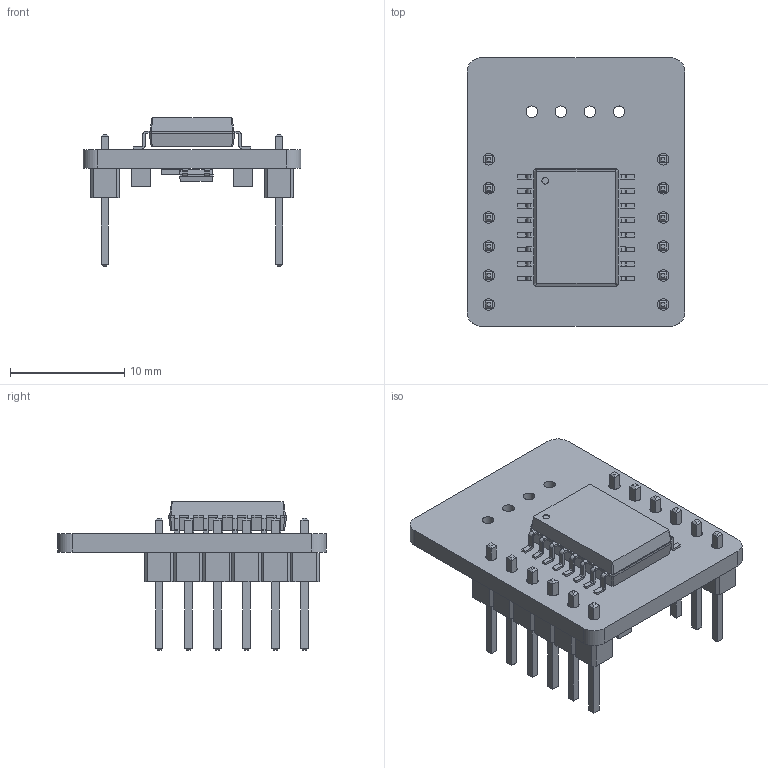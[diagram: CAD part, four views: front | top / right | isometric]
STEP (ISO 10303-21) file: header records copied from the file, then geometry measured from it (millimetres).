
FILE_DESCRIPTION(('KiCad electronic assembly'),'2;1');
FILE_NAME('iso-dmx.step','2024-12-27T11:55:44',('Pcbnew'),('Kicad'), 'Open CASCADE STEP processor 7.8','KiCad to STEP converter','Unknown' );
FILE_SCHEMA(('AUTOMOTIVE_DESIGN { 1 0 10303 214 1 1 1 1 }'));
Length unit declared in the file: millimetre
Products named in the file (12): iso-dmx 1; SOIC-16W_7.5x10.3mm_P1.27mm; SOIC_16W_75x103mm_P127mm; ADM809-5SARTZ-RL7; AD1585BRTZ-REEL7; C_1206_3216Metric; PinHeader_1x06_P2.54mm_Vertical; PinHeader_1x06_P254mm_Vertical; R_1206_3216Metric; iso-dmx_PCB
Assembly tree (14 placements, depth 3):
  iso-dmx 1
    SOIC-16W_7.5x10.3mm_P1.27mm
      SOIC_16W_75x103mm_P127mm
    ADM809-5SARTZ-RL7
      AD1585BRTZ-REEL7
    C_1206_3216Metric  x3
      C_1206_3216Metric
    PinHeader_1x06_P2.54mm_Vertical  x2
      PinHeader_1x06_P254mm_Vertical
    R_1206_3216Metric
      R_1206_3216Metric
    iso-dmx_PCB
Bounding box: 19.05 x 23.5 x 12.99 mm (x, y, z)
Volume: 1148.8 mm3; surface area: 2080.7 mm2
Topology: 12 solids, 12 shells, 764 faces, 1931 edges, 1222 vertices
Faces by surface type: plane 583, cylinder 141, bspline 40
Full cylindrical faces by diameter (mm): 0.6 x1, 1 x16
Entity records: 20274 total; most frequent: CARTESIAN_POINT 3066, ORIENTED_EDGE 2866, DIRECTION 2705, EDGE_CURVE 1433, LINE 1167, VECTOR 1167, VERTEX_POINT 906, AXIS2_PLACEMENT_3D 769
